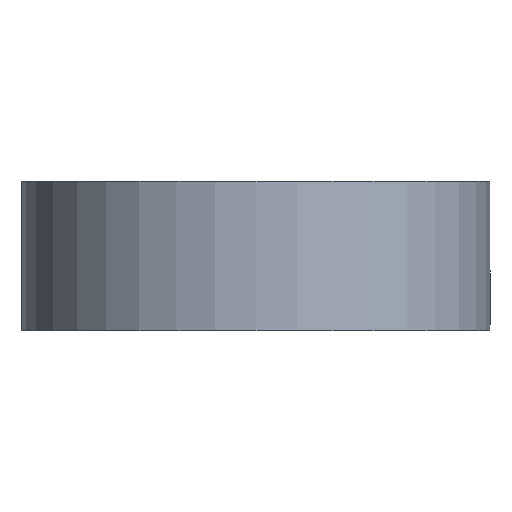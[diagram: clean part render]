
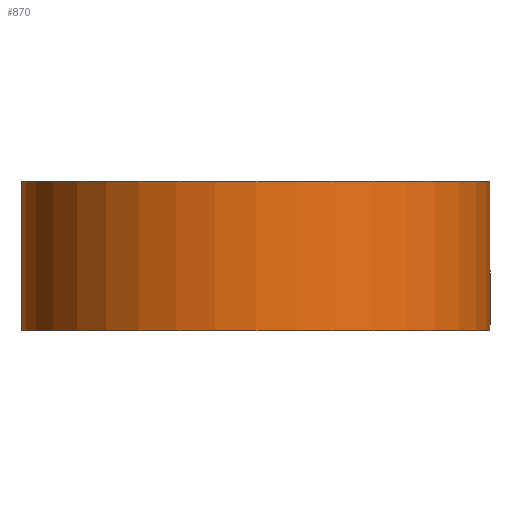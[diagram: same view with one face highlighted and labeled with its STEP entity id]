
A CAD part, left-side view. The second image highlights one B-rep face of the part: STEP entity #870.
In plain terms, the highlighted cylindrical face has radius 37.5 mm (diameter 75 mm), a full revolution.
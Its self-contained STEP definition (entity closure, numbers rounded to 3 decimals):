
#31=FACE_BOUND('',#170,.T.);
#66=B_SPLINE_CURVE_WITH_KNOTS('',3,(#1440,#1441,#1442,#1443,#1444,#1445,
#1446,#1447,#1448,#1449,#1450,#1451,#1452,#1453,#1454,#1455,#1456,#1457,
#1458),.UNSPECIFIED.,.F.,.F.,(4,2,2,2,3,2,2,2,4),(-0.379,-0.284,
-0.188,-0.094,0.,0.094,0.188,
0.284,0.379),.UNSPECIFIED.);
#68=B_SPLINE_CURVE_WITH_KNOTS('',3,(#1485,#1486,#1487,#1488,#1489,#1490,
#1491,#1492,#1493,#1494,#1495,#1496,#1497,#1498,#1499,#1500,#1501,#1502),
 .UNSPECIFIED.,.F.,.F.,(4,2,2,2,2,2,2,2,4),(0.378,0.473,
0.568,0.662,0.756,0.851,
0.945,1.04,1.135),.UNSPECIFIED.);
#105=FACE_OUTER_BOUND('',#169,.T.);
#169=EDGE_LOOP('',(#735,#736,#737,#738));
#170=EDGE_LOOP('',(#739,#740,#741,#742));
#239=LINE('',#1566,#298);
#298=VECTOR('',#1198,37.5);
#333=CIRCLE('',#931,37.5);
#336=CIRCLE('',#935,37.5);
#338=CIRCLE('',#939,37.5);
#351=CIRCLE('',#968,37.5);
#406=VERTEX_POINT('',#1405);
#410=VERTEX_POINT('',#1413);
#411=VERTEX_POINT('',#1415);
#413=VERTEX_POINT('',#1439);
#415=VERTEX_POINT('',#1463);
#428=VERTEX_POINT('',#1565);
#499=EDGE_CURVE('',#406,#406,#333,.T.);
#503=EDGE_CURVE('',#411,#410,#336,.T.);
#506=EDGE_CURVE('',#413,#411,#66,.T.);
#509=EDGE_CURVE('',#415,#413,#338,.T.);
#512=EDGE_CURVE('',#410,#415,#68,.T.);
#538=EDGE_CURVE('',#406,#428,#239,.T.);
#539=EDGE_CURVE('',#428,#428,#351,.T.);
#735=ORIENTED_EDGE('',*,*,#499,.F.);
#736=ORIENTED_EDGE('',*,*,#538,.T.);
#737=ORIENTED_EDGE('',*,*,#539,.T.);
#738=ORIENTED_EDGE('',*,*,#538,.F.);
#739=ORIENTED_EDGE('',*,*,#509,.T.);
#740=ORIENTED_EDGE('',*,*,#506,.T.);
#741=ORIENTED_EDGE('',*,*,#503,.T.);
#742=ORIENTED_EDGE('',*,*,#512,.T.);
#831=CYLINDRICAL_SURFACE('',#967,37.5);
#870=ADVANCED_FACE('',(#105,#31),#831,.T.);
#931=AXIS2_PLACEMENT_3D('',#1406,#1109,#1110);
#935=AXIS2_PLACEMENT_3D('',#1416,#1118,#1119);
#939=AXIS2_PLACEMENT_3D('',#1464,#1128,#1129);
#967=AXIS2_PLACEMENT_3D('',#1564,#1196,#1197);
#968=AXIS2_PLACEMENT_3D('',#1567,#1199,#1200);
#1109=DIRECTION('center_axis',(0.,0.,1.));
#1110=DIRECTION('ref_axis',(1.,0.,0.));
#1118=DIRECTION('center_axis',(0.,0.,1.));
#1119=DIRECTION('ref_axis',(1.,0.,0.));
#1128=DIRECTION('center_axis',(0.,0.,-1.));
#1129=DIRECTION('ref_axis',(1.,0.,0.));
#1196=DIRECTION('center_axis',(0.,0.,1.));
#1197=DIRECTION('ref_axis',(1.,0.,0.));
#1198=DIRECTION('',(0.,0.,-1.));
#1199=DIRECTION('center_axis',(0.,0.,1.));
#1200=DIRECTION('ref_axis',(1.,0.,0.));
#1405=CARTESIAN_POINT('',(12.5,50.,24.));
#1406=CARTESIAN_POINT('Origin',(50.,50.,24.));
#1413=CARTESIAN_POINT('',(87.229,54.5,11.5));
#1415=CARTESIAN_POINT('',(87.229,45.5,11.5));
#1416=CARTESIAN_POINT('Origin',(50.,50.,11.5));
#1439=CARTESIAN_POINT('',(87.229,45.5,6.5));
#1440=CARTESIAN_POINT('Ctrl Pts',(87.229,45.5,6.5));
#1441=CARTESIAN_POINT('Ctrl Pts',(87.191,45.185,6.5));
#1442=CARTESIAN_POINT('Ctrl Pts',(87.146,44.849,6.563));
#1443=CARTESIAN_POINT('Ctrl Pts',(87.055,44.232,6.82));
#1444=CARTESIAN_POINT('Ctrl Pts',(87.01,43.951,7.013));
#1445=CARTESIAN_POINT('Ctrl Pts',(86.935,43.508,7.457));
#1446=CARTESIAN_POINT('Ctrl Pts',(86.9,43.317,7.737));
#1447=CARTESIAN_POINT('Ctrl Pts',(86.853,43.063,8.352));
#1448=CARTESIAN_POINT('Ctrl Pts',(86.841,43.,8.686));
#1449=CARTESIAN_POINT('Ctrl Pts',(86.841,43.,9.));
#1450=CARTESIAN_POINT('Ctrl Pts',(86.841,43.,9.314));
#1451=CARTESIAN_POINT('Ctrl Pts',(86.853,43.063,9.648));
#1452=CARTESIAN_POINT('Ctrl Pts',(86.9,43.317,10.263));
#1453=CARTESIAN_POINT('Ctrl Pts',(86.935,43.508,10.543));
#1454=CARTESIAN_POINT('Ctrl Pts',(87.01,43.951,10.987));
#1455=CARTESIAN_POINT('Ctrl Pts',(87.055,44.232,11.18));
#1456=CARTESIAN_POINT('Ctrl Pts',(87.146,44.849,11.437));
#1457=CARTESIAN_POINT('Ctrl Pts',(87.191,45.185,11.5));
#1458=CARTESIAN_POINT('Ctrl Pts',(87.229,45.5,11.5));
#1463=CARTESIAN_POINT('',(87.229,54.5,6.5));
#1464=CARTESIAN_POINT('Origin',(50.,50.,6.5));
#1485=CARTESIAN_POINT('Ctrl Pts',(87.229,54.5,11.5));
#1486=CARTESIAN_POINT('Ctrl Pts',(87.191,54.815,11.5));
#1487=CARTESIAN_POINT('Ctrl Pts',(87.146,55.151,11.437));
#1488=CARTESIAN_POINT('Ctrl Pts',(87.055,55.768,11.18));
#1489=CARTESIAN_POINT('Ctrl Pts',(87.01,56.049,10.987));
#1490=CARTESIAN_POINT('Ctrl Pts',(86.935,56.492,10.543));
#1491=CARTESIAN_POINT('Ctrl Pts',(86.9,56.683,10.263));
#1492=CARTESIAN_POINT('Ctrl Pts',(86.853,56.937,9.648));
#1493=CARTESIAN_POINT('Ctrl Pts',(86.841,57.,9.314));
#1494=CARTESIAN_POINT('Ctrl Pts',(86.841,57.,8.686));
#1495=CARTESIAN_POINT('Ctrl Pts',(86.853,56.937,8.352));
#1496=CARTESIAN_POINT('Ctrl Pts',(86.9,56.683,7.737));
#1497=CARTESIAN_POINT('Ctrl Pts',(86.935,56.492,7.457));
#1498=CARTESIAN_POINT('Ctrl Pts',(87.01,56.049,7.013));
#1499=CARTESIAN_POINT('Ctrl Pts',(87.055,55.768,6.82));
#1500=CARTESIAN_POINT('Ctrl Pts',(87.146,55.151,6.563));
#1501=CARTESIAN_POINT('Ctrl Pts',(87.191,54.815,6.5));
#1502=CARTESIAN_POINT('Ctrl Pts',(87.229,54.5,6.5));
#1564=CARTESIAN_POINT('Origin',(50.,50.,0.));
#1565=CARTESIAN_POINT('',(12.5,50.,0.));
#1566=CARTESIAN_POINT('',(12.5,50.,0.));
#1567=CARTESIAN_POINT('Origin',(50.,50.,0.));
